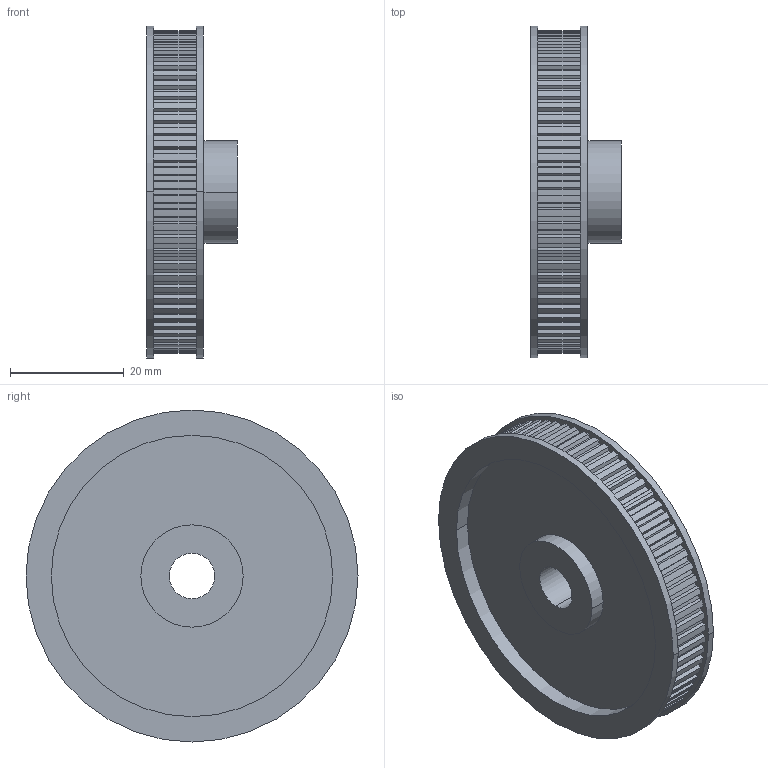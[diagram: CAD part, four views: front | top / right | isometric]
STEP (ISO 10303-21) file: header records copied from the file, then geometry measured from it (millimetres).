
FILE_DESCRIPTION( ( '' ), '1' );
FILE_NAME( 'artikel_nr_16057200.stp', '2007-11-07T05:20:13', ( '' ), ( '' ), ' ', ' ', ' ' );
FILE_SCHEMA( ( 'automotive_design' ) );
Length unit declared in the file: millimetre
Products named in the file (1): 1
Bounding box: 16 x 58.4 x 58.4 mm (x, y, z)
Volume: 16837.5 mm3; surface area: 9883.2 mm2
Topology: 1 solids, 1 shells, 315 faces, 921 edges, 614 vertices
Faces by surface type: cylinder 163, plane 152
Entity records: 20764 total; most frequent: DIRECTION 1879, STYLED_ITEM 1851, PRESENTATION_STYLE_ASSIGNMENT 1851, CARTESIAN_POINT 1851, COLOUR_RGB 1851, ORIENTED_EDGE 1842, EDGE_CURVE 921, CURVE_STYLE 921
